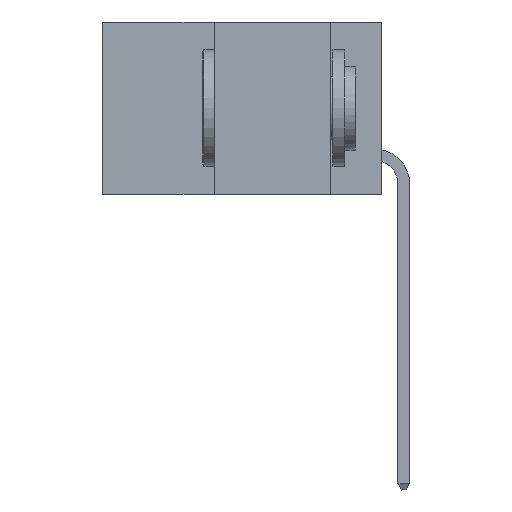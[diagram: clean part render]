
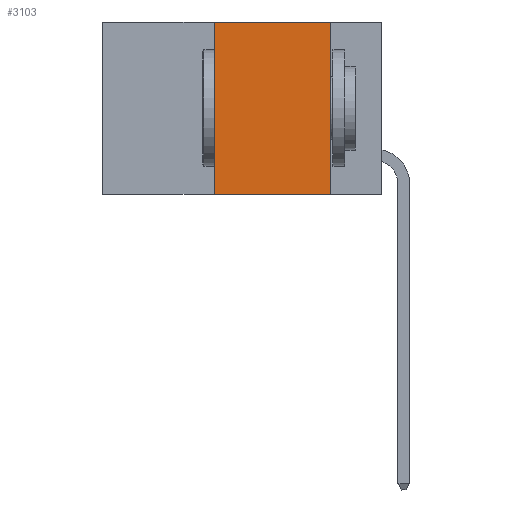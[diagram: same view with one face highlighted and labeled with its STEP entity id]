
A CAD part, left-side view. The second image highlights one B-rep face of the part: STEP entity #3103.
In plain terms, the highlighted planar face has unit normal (-1, 0, 0).
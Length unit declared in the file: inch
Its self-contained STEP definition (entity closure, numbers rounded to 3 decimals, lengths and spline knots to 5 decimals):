
#208 = EDGE_LOOP ( 'NONE', ( #5479, #27106, #8352, #20778 ) ) ;
#391 = VERTEX_POINT ( 'NONE', #24514 ) ;
#1424 = EDGE_CURVE ( 'NONE', #26522, #13935, #21112, .T. ) ;
#2932 = EDGE_CURVE ( 'NONE', #26522, #12117, #4657, .T. ) ;
#2953 = VECTOR ( 'NONE', #10693, 39.37008 ) ;
#3103 = ADVANCED_FACE ( 'NONE', ( #5758 ), #20779, .F. ) ;
#3689 = CARTESIAN_POINT ( 'NONE',  ( 0., 0.36, -0.37 ) ) ;
#4484 = EDGE_CURVE ( 'NONE', #391, #13935, #22341, .T. ) ;
#4657 = LINE ( 'NONE', #22477, #21367 ) ;
#5479 = ORIENTED_EDGE ( 'NONE', *, *, #4484, .F. ) ;
#5758 = FACE_OUTER_BOUND ( 'NONE', #208, .T. ) ;
#6097 = LINE ( 'NONE', #25880, #28773 ) ;
#7409 = CARTESIAN_POINT ( 'NONE',  ( 0., 0.6, -0.37 ) ) ;
#8352 = ORIENTED_EDGE ( 'NONE', *, *, #2932, .F. ) ;
#8541 = EDGE_CURVE ( 'NONE', #12117, #391, #6097, .T. ) ;
#9473 = DIRECTION ( 'NONE',  ( 1., 0., 0. ) ) ;
#10693 = DIRECTION ( 'NONE',  ( 0., -1., 0. ) ) ;
#12117 = VERTEX_POINT ( 'NONE', #26275 ) ;
#12307 = CARTESIAN_POINT ( 'NONE',  ( 0., 0.11, 0. ) ) ;
#13935 = VERTEX_POINT ( 'NONE', #19342 ) ;
#17888 = DIRECTION ( 'NONE',  ( 0., 0., 1. ) ) ;
#18817 = AXIS2_PLACEMENT_3D ( 'NONE', #23077, #9473, #25323 ) ;
#19010 = DIRECTION ( 'NONE',  ( 0., 0., -1. ) ) ;
#19342 = CARTESIAN_POINT ( 'NONE',  ( 0., 0.11, -0.37 ) ) ;
#20778 = ORIENTED_EDGE ( 'NONE', *, *, #1424, .T. ) ;
#20779 = PLANE ( 'NONE',  #18817 ) ;
#21112 = LINE ( 'NONE', #7409, #2953 ) ;
#21367 = VECTOR ( 'NONE', #17888, 39.37008 ) ;
#22341 = LINE ( 'NONE', #12307, #26927 ) ;
#22477 = CARTESIAN_POINT ( 'NONE',  ( 0., 0.36, 0. ) ) ;
#23077 = CARTESIAN_POINT ( 'NONE',  ( 0., 0.6, 0. ) ) ;
#24514 = CARTESIAN_POINT ( 'NONE',  ( 0., 0.11, 0. ) ) ;
#25323 = DIRECTION ( 'NONE',  ( 0., 0., -1. ) ) ;
#25880 = CARTESIAN_POINT ( 'NONE',  ( 0., 0.6, 0. ) ) ;
#26275 = CARTESIAN_POINT ( 'NONE',  ( 0., 0.36, 0. ) ) ;
#26522 = VERTEX_POINT ( 'NONE', #3689 ) ;
#26927 = VECTOR ( 'NONE', #19010, 39.37008 ) ;
#27106 = ORIENTED_EDGE ( 'NONE', *, *, #8541, .F. ) ;
#28254 = DIRECTION ( 'NONE',  ( 0., -1., 0. ) ) ;
#28773 = VECTOR ( 'NONE', #28254, 39.37008 ) ;
